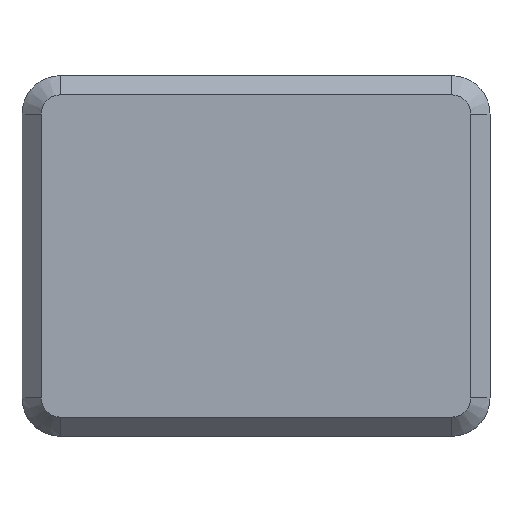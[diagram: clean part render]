
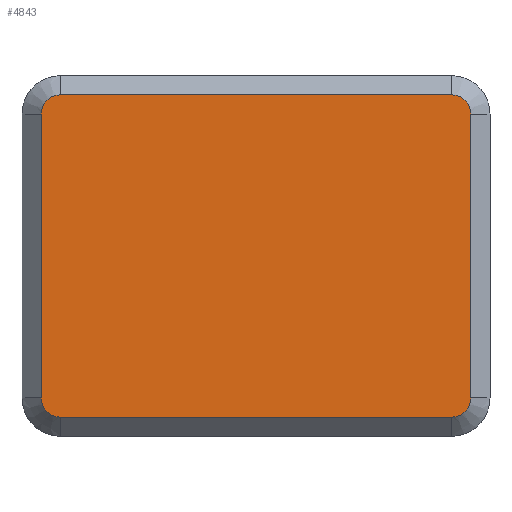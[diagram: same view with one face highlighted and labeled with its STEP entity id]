
A CAD part, front view. The second image highlights one B-rep face of the part: STEP entity #4843.
In plain terms, the highlighted planar face has unit normal (0, -1, 0).
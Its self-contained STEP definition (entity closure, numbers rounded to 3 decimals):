
#410=PLANE('',#5150);
#718=FACE_OUTER_BOUND('',#998,.T.);
#998=EDGE_LOOP('',(#4469,#4470,#4471,#4472,#4473,#4474,#4475,#4476));
#1419=LINE('',#9089,#1837);
#1420=LINE('',#9093,#1838);
#1421=LINE('',#9097,#1839);
#1422=LINE('',#9101,#1840);
#1837=VECTOR('',#6124,10.);
#1838=VECTOR('',#6127,10.);
#1839=VECTOR('',#6130,10.);
#1840=VECTOR('',#6133,10.);
#1963=CIRCLE('',#5151,2.5);
#1964=CIRCLE('',#5152,2.5);
#1965=CIRCLE('',#5153,2.5);
#1966=CIRCLE('',#5154,2.5);
#2418=VERTEX_POINT('',#9087);
#2419=VERTEX_POINT('',#9088);
#2420=VERTEX_POINT('',#9090);
#2421=VERTEX_POINT('',#9092);
#2422=VERTEX_POINT('',#9094);
#2423=VERTEX_POINT('',#9096);
#2424=VERTEX_POINT('',#9098);
#2425=VERTEX_POINT('',#9100);
#3113=EDGE_CURVE('',#2418,#2419,#1419,.T.);
#3114=EDGE_CURVE('',#2420,#2418,#1963,.T.);
#3115=EDGE_CURVE('',#2421,#2420,#1420,.T.);
#3116=EDGE_CURVE('',#2422,#2421,#1964,.T.);
#3117=EDGE_CURVE('',#2423,#2422,#1421,.T.);
#3118=EDGE_CURVE('',#2424,#2423,#1965,.T.);
#3119=EDGE_CURVE('',#2425,#2424,#1422,.T.);
#3120=EDGE_CURVE('',#2419,#2425,#1966,.T.);
#4469=ORIENTED_EDGE('',*,*,#3113,.F.);
#4470=ORIENTED_EDGE('',*,*,#3114,.F.);
#4471=ORIENTED_EDGE('',*,*,#3115,.F.);
#4472=ORIENTED_EDGE('',*,*,#3116,.F.);
#4473=ORIENTED_EDGE('',*,*,#3117,.F.);
#4474=ORIENTED_EDGE('',*,*,#3118,.F.);
#4475=ORIENTED_EDGE('',*,*,#3119,.F.);
#4476=ORIENTED_EDGE('',*,*,#3120,.F.);
#4843=ADVANCED_FACE('',(#718),#410,.F.);
#5150=AXIS2_PLACEMENT_3D('',#9086,#6122,#6123);
#5151=AXIS2_PLACEMENT_3D('',#9091,#6125,#6126);
#5152=AXIS2_PLACEMENT_3D('',#9095,#6128,#6129);
#5153=AXIS2_PLACEMENT_3D('',#9099,#6131,#6132);
#5154=AXIS2_PLACEMENT_3D('',#9102,#6134,#6135);
#6122=DIRECTION('center_axis',(0.,1.,0.));
#6123=DIRECTION('ref_axis',(1.,0.,0.));
#6124=DIRECTION('',(-1.,0.,0.));
#6125=DIRECTION('center_axis',(0.,1.,0.));
#6126=DIRECTION('ref_axis',(0.707,0.,-0.707));
#6127=DIRECTION('',(0.,0.,-1.));
#6128=DIRECTION('center_axis',(0.,1.,0.));
#6129=DIRECTION('ref_axis',(0.707,0.,0.707));
#6130=DIRECTION('',(1.,0.,0.));
#6131=DIRECTION('center_axis',(0.,1.,0.));
#6132=DIRECTION('ref_axis',(-0.707,0.,0.707));
#6133=DIRECTION('',(0.,0.,1.));
#6134=DIRECTION('center_axis',(0.,1.,0.));
#6135=DIRECTION('ref_axis',(-0.707,0.,-0.707));
#9086=CARTESIAN_POINT('Origin',(0.,0.,0.));
#9087=CARTESIAN_POINT('',(25.5,0.,-21.));
#9088=CARTESIAN_POINT('',(-25.5,0.,-21.));
#9089=CARTESIAN_POINT('',(15.25,0.,-21.));
#9090=CARTESIAN_POINT('',(28.,0.,-18.5));
#9091=CARTESIAN_POINT('Origin',(25.5,0.,-18.5));
#9092=CARTESIAN_POINT('',(28.,0.,18.5));
#9093=CARTESIAN_POINT('',(28.,0.,11.75));
#9094=CARTESIAN_POINT('',(25.5,0.,21.));
#9095=CARTESIAN_POINT('Origin',(25.5,0.,18.5));
#9096=CARTESIAN_POINT('',(-25.5,0.,21.));
#9097=CARTESIAN_POINT('',(-15.25,0.,21.));
#9098=CARTESIAN_POINT('',(-28.,0.,18.5));
#9099=CARTESIAN_POINT('Origin',(-25.5,0.,18.5));
#9100=CARTESIAN_POINT('',(-28.,0.,-18.5));
#9101=CARTESIAN_POINT('',(-28.,0.,-11.75));
#9102=CARTESIAN_POINT('Origin',(-25.5,0.,-18.5));
